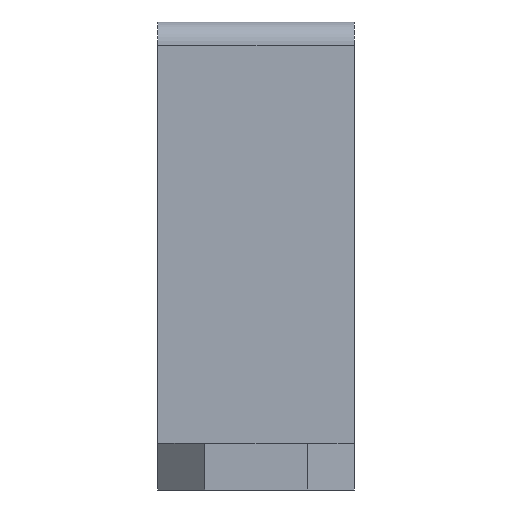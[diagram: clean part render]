
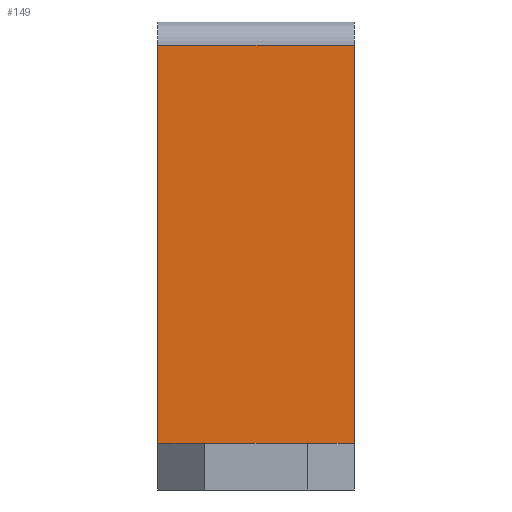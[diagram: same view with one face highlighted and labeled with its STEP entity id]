
A CAD part, left-side view. The second image highlights one B-rep face of the part: STEP entity #149.
In plain terms, the highlighted planar face has unit normal (-1, 0, 0).
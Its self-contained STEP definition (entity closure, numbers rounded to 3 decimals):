
#149 = ADVANCED_FACE( '', ( #334 ), #335, .T. );
#334 = FACE_OUTER_BOUND( '', #537, .T. );
#335 = PLANE( '', #538 );
#537 = EDGE_LOOP( '', ( #889, #890, #891, #892 ) );
#538 = AXIS2_PLACEMENT_3D( '', #893, #894, #895 );
#889 = ORIENTED_EDGE( '', *, *, #1102, .T. );
#890 = ORIENTED_EDGE( '', *, *, #988, .T. );
#891 = ORIENTED_EDGE( '', *, *, #1021, .F. );
#892 = ORIENTED_EDGE( '', *, *, #1111, .F. );
#893 = CARTESIAN_POINT( '', ( -35., -42., 10. ) );
#894 = DIRECTION( '', ( -1., 0., 0. ) );
#895 = DIRECTION( '', ( 0., 0., 1. ) );
#988 = EDGE_CURVE( '', #1137, #1141, #1143, .T. );
#1021 = EDGE_CURVE( '', #1197, #1141, #1199, .T. );
#1102 = EDGE_CURVE( '', #1321, #1137, #1322, .T. );
#1111 = EDGE_CURVE( '', #1321, #1197, #1332, .T. );
#1137 = VERTEX_POINT( '', #1366 );
#1141 = VERTEX_POINT( '', #1371 );
#1143 = LINE( '', #1373, #1374 );
#1197 = VERTEX_POINT( '', #1445 );
#1199 = LINE( '', #1448, #1449 );
#1321 = VERTEX_POINT( '', #1594 );
#1322 = LINE( '', #1595, #1596 );
#1332 = LINE( '', #1608, #1609 );
#1366 = CARTESIAN_POINT( '', ( -35., -42., 95. ) );
#1371 = CARTESIAN_POINT( '', ( -35., 0., 95. ) );
#1373 = CARTESIAN_POINT( '', ( -35., -42., 95. ) );
#1374 = VECTOR( '', #1639, 1000. );
#1445 = CARTESIAN_POINT( '', ( -35., 0., 10. ) );
#1448 = CARTESIAN_POINT( '', ( -35., 0., 10. ) );
#1449 = VECTOR( '', #1682, 1000. );
#1594 = CARTESIAN_POINT( '', ( -35., -42., 10. ) );
#1595 = CARTESIAN_POINT( '', ( -35., -42., 10. ) );
#1596 = VECTOR( '', #1796, 1000. );
#1608 = CARTESIAN_POINT( '', ( -35., -42., 10. ) );
#1609 = VECTOR( '', #1805, 1000. );
#1639 = DIRECTION( '', ( 0., 1., 0. ) );
#1682 = DIRECTION( '', ( 0., 0., 1. ) );
#1796 = DIRECTION( '', ( 0., 0., 1. ) );
#1805 = DIRECTION( '', ( 0., 1., 0. ) );
